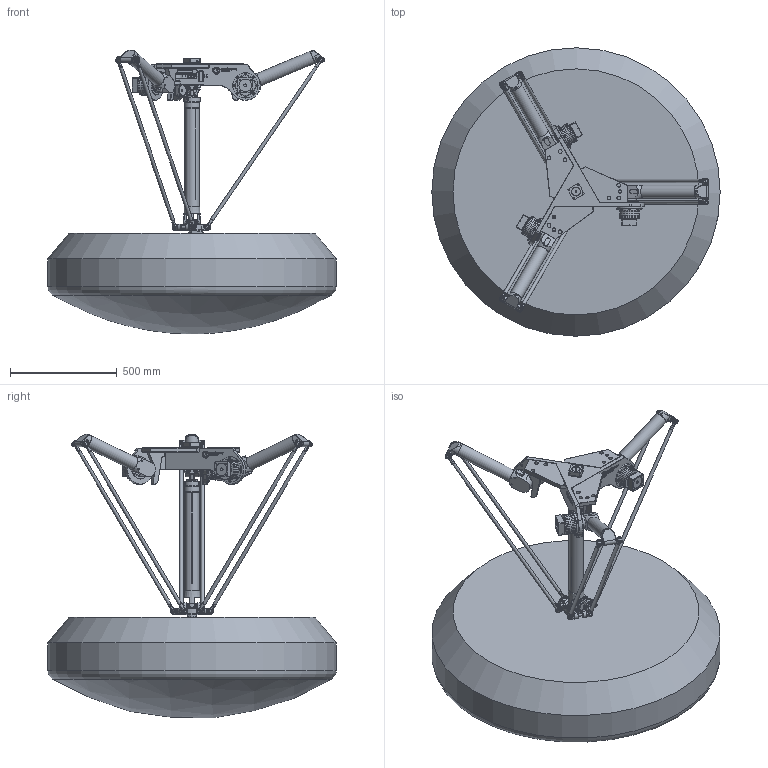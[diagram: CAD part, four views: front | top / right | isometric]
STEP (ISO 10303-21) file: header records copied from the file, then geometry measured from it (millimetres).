
FILE_DESCRIPTION(/* description */ (''),/* implementation_level */ '2;1');
FILE_NAME(/* name */ '3D-model_A_00045.01.stp',/* time_stamp */ '2025-09-23T11:39:17+02:00',/* author */ ('julien.schuhler'),/* organization */ ('Majatronic'),/* preprocessor_version */ 'ST-DEVELOPER v19.2',/* originating_system */ 'Autodesk Inventor 2023',/* authorisation */ '');
FILE_SCHEMA (('AUTOMOTIVE_DESIGN { 1 0 10303 214 3 1 1 }'));
Products named in the file (16): A_00045_01_DUMMY; MT_BGR00018056MT_BGR; MT_WST00051579MT_WST; MT_WST00055542MT_WST; MT_WST00113096 Dummy Getriebe; MT_WST00050715MT_WST; MT_WST00031698MT_WST; MT_WST00101401; MT_WST00031700MT_WST; MT_WST00031706MT_WST; MT_WST00051574MT_WST; MT_WST00051576MT_WST; MT_WST00066319MT_WST; MT_WST00101318; MT_WST00101966 Dummy Achse 5; MT_WST00051392MT_WST
Assembly tree (30 placements, depth 3):
  A_00045_01_DUMMY
    MT_BGR00018056MT_BGR
      MT_WST00051579MT_WST
      MT_WST00055542MT_WST  x3
      MT_WST00113096 Dummy Getriebe
    MT_WST00050715MT_WST
    MT_WST00101401  x6
    MT_WST00031698MT_WST  x3
    MT_WST00031700MT_WST  x6
    MT_WST00031706MT_WST  x2
    MT_WST00051574MT_WST
    MT_WST00051576MT_WST
    MT_WST00066319MT_WST
    MT_WST00101318
    MT_WST00101966 Dummy Achse 5
    MT_WST00051392MT_WST
Bounding box: 1349.97 x 1349.97 x 1329.22 mm (x, y, z)
Volume: 532617201.4 mm3; surface area: 5634812.3 mm2
Topology: 31 solids, 38 shells, 4391 faces, 10376 edges, 6475 vertices
Faces by surface type: plane 2133, cylinder 1126, bspline 506, cone 444, torus 153, sphere 29
Full cylindrical faces by diameter (mm): 2 x6, 2.06 x1, 3 x1, 3.242 x11, 3.459 x4, 4 x4, 4.134 x6, 4.917 x25, 5 x24, 5.188 x24, 5.5 x30, 6 x25, 7 x18, 8 x39, 8.5 x28, 9 x2, 10 x17, 11.6 x1, 12 x23, 13 x2, 14 x3, 15 x4, 16 x36, 16.2 x1, 17 x1, 17.5 x9, 18 x32, 20 x11, 24 x3, 25 x1
Entity records: 117541 total; most frequent: CARTESIAN_POINT 44879, ORIENTED_EDGE 14948, DIRECTION 13953, EDGE_CURVE 7474, AXIS2_PLACEMENT_3D 5009, VERTEX_POINT 4694, LINE 3935, VECTOR 3935
